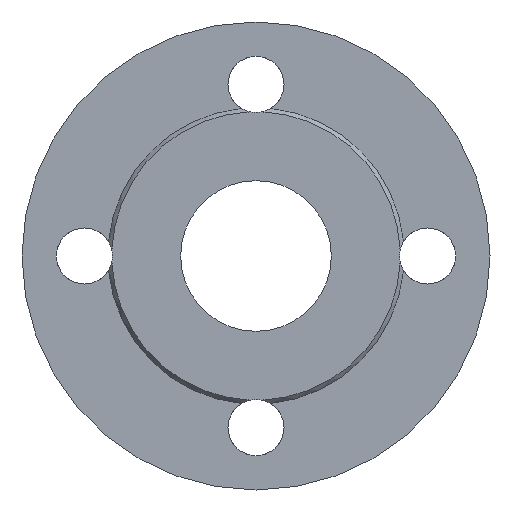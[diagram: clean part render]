
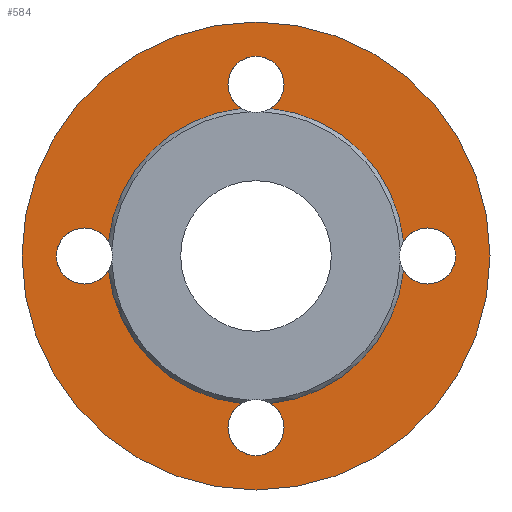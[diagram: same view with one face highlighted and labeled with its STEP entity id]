
A CAD part, front view. The second image highlights one B-rep face of the part: STEP entity #584.
In plain terms, the highlighted planar face has unit normal (0, -1, 0).
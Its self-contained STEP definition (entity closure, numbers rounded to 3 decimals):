
#4 = ORIENTED_EDGE ( 'NONE', *, *, #560, .T. ) ;
#7 = VERTEX_POINT ( 'NONE', #406 ) ;
#9 = CIRCLE ( 'NONE', #422, 9. ) ;
#10 = DIRECTION ( 'NONE',  ( 0., 0., 1. ) ) ;
#13 = EDGE_CURVE ( 'NONE', #602, #568, #962, .T. ) ;
#20 = CARTESIAN_POINT ( 'NONE',  ( 64., 1.5, 0. ) ) ;
#34 = ORIENTED_EDGE ( 'NONE', *, *, #670, .F. ) ;
#36 = CARTESIAN_POINT ( 'NONE',  ( -47.275, 1.5, 4.618 ) ) ;
#51 = DIRECTION ( 'NONE',  ( 0., -1., 0. ) ) ;
#63 = AXIS2_PLACEMENT_3D ( 'NONE', #85, #484, #724 ) ;
#69 = ORIENTED_EDGE ( 'NONE', *, *, #436, .F. ) ;
#71 = CIRCLE ( 'NONE', #655, 75. ) ;
#73 = DIRECTION ( 'NONE',  ( 0., -1., 0. ) ) ;
#74 = DIRECTION ( 'NONE',  ( 1., 0., 0. ) ) ;
#75 = CARTESIAN_POINT ( 'NONE',  ( 0., 1.5, -55. ) ) ;
#77 = DIRECTION ( 'NONE',  ( 0., -1., 0. ) ) ;
#85 = CARTESIAN_POINT ( 'NONE',  ( 0., 1.5, 55. ) ) ;
#95 = DIRECTION ( 'NONE',  ( 0., 0., 1. ) ) ;
#100 = VERTEX_POINT ( 'NONE', #180 ) ;
#103 = AXIS2_PLACEMENT_3D ( 'NONE', #688, #113, #443 ) ;
#113 = DIRECTION ( 'NONE',  ( 0., 1., 0. ) ) ;
#121 = CIRCLE ( 'NONE', #561, 9. ) ;
#123 = DIRECTION ( 'NONE',  ( -1., 0., 0. ) ) ;
#128 = DIRECTION ( 'NONE',  ( 0., 0., 1. ) ) ;
#140 = CARTESIAN_POINT ( 'NONE',  ( -55., 1.5, 0. ) ) ;
#143 = FACE_OUTER_BOUND ( 'NONE', #553, .T. ) ;
#147 = DIRECTION ( 'NONE',  ( 0., -1., 0. ) ) ;
#151 = CIRCLE ( 'NONE', #579, 47.5 ) ;
#159 = DIRECTION ( 'NONE',  ( 0., 0., -1. ) ) ;
#178 = EDGE_CURVE ( 'NONE', #100, #708, #253, .T. ) ;
#180 = CARTESIAN_POINT ( 'NONE',  ( 0., 1.5, 75. ) ) ;
#188 = AXIS2_PLACEMENT_3D ( 'NONE', #305, #1045, #982 ) ;
#192 = CARTESIAN_POINT ( 'NONE',  ( 47.275, 1.5, -4.618 ) ) ;
#193 = DIRECTION ( 'NONE',  ( 0., 0., 1. ) ) ;
#198 = EDGE_LOOP ( 'NONE', ( #237, #960, #34, #788, #835, #429, #1033, #4, #845, #699, #353, #302 ) ) ;
#204 = VERTEX_POINT ( 'NONE', #958 ) ;
#211 = CARTESIAN_POINT ( 'NONE',  ( 0., 1.5, 0. ) ) ;
#237 = ORIENTED_EDGE ( 'NONE', *, *, #914, .F. ) ;
#239 = CARTESIAN_POINT ( 'NONE',  ( 55., 1.5, 0. ) ) ;
#242 = DIRECTION ( 'NONE',  ( 0., -1., 0. ) ) ;
#253 = CIRCLE ( 'NONE', #308, 75. ) ;
#298 = DIRECTION ( 'NONE',  ( 0., 0., -1. ) ) ;
#302 = ORIENTED_EDGE ( 'NONE', *, *, #792, .F. ) ;
#305 = CARTESIAN_POINT ( 'NONE',  ( -47.5, 1.5, 0. ) ) ;
#308 = AXIS2_PLACEMENT_3D ( 'NONE', #451, #520, #193 ) ;
#310 = EDGE_CURVE ( 'NONE', #204, #602, #121, .T. ) ;
#323 = CIRCLE ( 'NONE', #103, 47.5 ) ;
#332 = EDGE_CURVE ( 'NONE', #379, #1034, #464, .T. ) ;
#353 = ORIENTED_EDGE ( 'NONE', *, *, #714, .T. ) ;
#354 = EDGE_CURVE ( 'NONE', #928, #1034, #818, .T. ) ;
#368 = FACE_BOUND ( 'NONE', #198, .T. ) ;
#379 = VERTEX_POINT ( 'NONE', #20 ) ;
#392 = CIRCLE ( 'NONE', #734, 9. ) ;
#406 = CARTESIAN_POINT ( 'NONE',  ( 0., 1.5, 64. ) ) ;
#413 = CARTESIAN_POINT ( 'NONE',  ( 0., 1.5, 0. ) ) ;
#416 = DIRECTION ( 'NONE',  ( 0., -1., 0. ) ) ;
#422 = AXIS2_PLACEMENT_3D ( 'NONE', #642, #242, #808 ) ;
#429 = ORIENTED_EDGE ( 'NONE', *, *, #332, .F. ) ;
#436 = EDGE_CURVE ( 'NONE', #708, #100, #71, .T. ) ;
#443 = DIRECTION ( 'NONE',  ( 0., 0., 1. ) ) ;
#446 = CARTESIAN_POINT ( 'NONE',  ( 4.618, 1.5, -47.275 ) ) ;
#451 = CARTESIAN_POINT ( 'NONE',  ( 0., 1.5, 0. ) ) ;
#460 = DIRECTION ( 'NONE',  ( 0., 0., 1. ) ) ;
#463 = AXIS2_PLACEMENT_3D ( 'NONE', #834, #823, #95 ) ;
#464 = CIRCLE ( 'NONE', #874, 9. ) ;
#477 = CARTESIAN_POINT ( 'NONE',  ( -4.618, 1.5, 47.275 ) ) ;
#484 = DIRECTION ( 'NONE',  ( 0., -1., 0. ) ) ;
#488 = CIRCLE ( 'NONE', #535, 9. ) ;
#490 = AXIS2_PLACEMENT_3D ( 'NONE', #75, #983, #159 ) ;
#520 = DIRECTION ( 'NONE',  ( 0., 1., 0. ) ) ;
#535 = AXIS2_PLACEMENT_3D ( 'NONE', #140, #51, #123 ) ;
#552 = VERTEX_POINT ( 'NONE', #941 ) ;
#553 = EDGE_LOOP ( 'NONE', ( #964, #69 ) ) ;
#560 = EDGE_CURVE ( 'NONE', #1009, #568, #151, .T. ) ;
#561 = AXIS2_PLACEMENT_3D ( 'NONE', #872, #147, #298 ) ;
#568 = VERTEX_POINT ( 'NONE', #446 ) ;
#572 = DIRECTION ( 'NONE',  ( -1., 0., 0. ) ) ;
#579 = AXIS2_PLACEMENT_3D ( 'NONE', #211, #866, #128 ) ;
#584 = ADVANCED_FACE ( 'NONE', ( #368, #143 ), #1039, .T. ) ;
#602 = VERTEX_POINT ( 'NONE', #1052 ) ;
#626 = AXIS2_PLACEMENT_3D ( 'NONE', #654, #416, #572 ) ;
#629 = DIRECTION ( 'NONE',  ( 0., 1., 0. ) ) ;
#633 = DIRECTION ( 'NONE',  ( 1., 0., 0. ) ) ;
#635 = EDGE_CURVE ( 'NONE', #928, #7, #9, .T. ) ;
#642 = CARTESIAN_POINT ( 'NONE',  ( 0., 1.5, 55. ) ) ;
#651 = VERTEX_POINT ( 'NONE', #477 ) ;
#652 = EDGE_CURVE ( 'NONE', #1009, #379, #392, .T. ) ;
#654 = CARTESIAN_POINT ( 'NONE',  ( -55., 1.5, 0. ) ) ;
#655 = AXIS2_PLACEMENT_3D ( 'NONE', #850, #629, #460 ) ;
#670 = EDGE_CURVE ( 'NONE', #7, #651, #701, .T. ) ;
#680 = AXIS2_PLACEMENT_3D ( 'NONE', #413, #921, #10 ) ;
#688 = CARTESIAN_POINT ( 'NONE',  ( 0., 1.5, 0. ) ) ;
#698 = CARTESIAN_POINT ( 'NONE',  ( 47.275, 1.5, 4.618 ) ) ;
#699 = ORIENTED_EDGE ( 'NONE', *, *, #310, .F. ) ;
#701 = CIRCLE ( 'NONE', #63, 9. ) ;
#708 = VERTEX_POINT ( 'NONE', #729 ) ;
#714 = EDGE_CURVE ( 'NONE', #204, #722, #990, .T. ) ;
#722 = VERTEX_POINT ( 'NONE', #831 ) ;
#724 = DIRECTION ( 'NONE',  ( 0., 0., 1. ) ) ;
#729 = CARTESIAN_POINT ( 'NONE',  ( 0., 1.5, -75. ) ) ;
#734 = AXIS2_PLACEMENT_3D ( 'NONE', #239, #77, #74 ) ;
#788 = ORIENTED_EDGE ( 'NONE', *, *, #635, .F. ) ;
#792 = EDGE_CURVE ( 'NONE', #552, #722, #951, .T. ) ;
#795 = CARTESIAN_POINT ( 'NONE',  ( 55., 1.5, 0. ) ) ;
#808 = DIRECTION ( 'NONE',  ( 0., 0., 1. ) ) ;
#818 = CIRCLE ( 'NONE', #463, 47.5 ) ;
#823 = DIRECTION ( 'NONE',  ( 0., 1., 0. ) ) ;
#831 = CARTESIAN_POINT ( 'NONE',  ( -47.275, 1.5, -4.618 ) ) ;
#834 = CARTESIAN_POINT ( 'NONE',  ( 0., 1.5, 0. ) ) ;
#835 = ORIENTED_EDGE ( 'NONE', *, *, #354, .T. ) ;
#845 = ORIENTED_EDGE ( 'NONE', *, *, #13, .F. ) ;
#850 = CARTESIAN_POINT ( 'NONE',  ( 0., 1.5, 0. ) ) ;
#866 = DIRECTION ( 'NONE',  ( 0., 1., 0. ) ) ;
#872 = CARTESIAN_POINT ( 'NONE',  ( 0., 1.5, -55. ) ) ;
#874 = AXIS2_PLACEMENT_3D ( 'NONE', #795, #73, #633 ) ;
#896 = EDGE_CURVE ( 'NONE', #956, #651, #323, .T. ) ;
#914 = EDGE_CURVE ( 'NONE', #956, #552, #488, .T. ) ;
#921 = DIRECTION ( 'NONE',  ( 0., 1., 0. ) ) ;
#928 = VERTEX_POINT ( 'NONE', #1023 ) ;
#941 = CARTESIAN_POINT ( 'NONE',  ( -64., 1.5, 0. ) ) ;
#951 = CIRCLE ( 'NONE', #626, 9. ) ;
#956 = VERTEX_POINT ( 'NONE', #36 ) ;
#958 = CARTESIAN_POINT ( 'NONE',  ( -4.618, 1.5, -47.275 ) ) ;
#960 = ORIENTED_EDGE ( 'NONE', *, *, #896, .T. ) ;
#962 = CIRCLE ( 'NONE', #490, 9. ) ;
#964 = ORIENTED_EDGE ( 'NONE', *, *, #178, .F. ) ;
#982 = DIRECTION ( 'NONE',  ( 0., 0., -1. ) ) ;
#983 = DIRECTION ( 'NONE',  ( 0., -1., 0. ) ) ;
#990 = CIRCLE ( 'NONE', #680, 47.5 ) ;
#1009 = VERTEX_POINT ( 'NONE', #192 ) ;
#1023 = CARTESIAN_POINT ( 'NONE',  ( 4.618, 1.5, 47.275 ) ) ;
#1033 = ORIENTED_EDGE ( 'NONE', *, *, #652, .F. ) ;
#1034 = VERTEX_POINT ( 'NONE', #698 ) ;
#1039 = PLANE ( 'NONE',  #188 ) ;
#1045 = DIRECTION ( 'NONE',  ( 0., -1., 0. ) ) ;
#1052 = CARTESIAN_POINT ( 'NONE',  ( 0., 1.5, -64. ) ) ;
